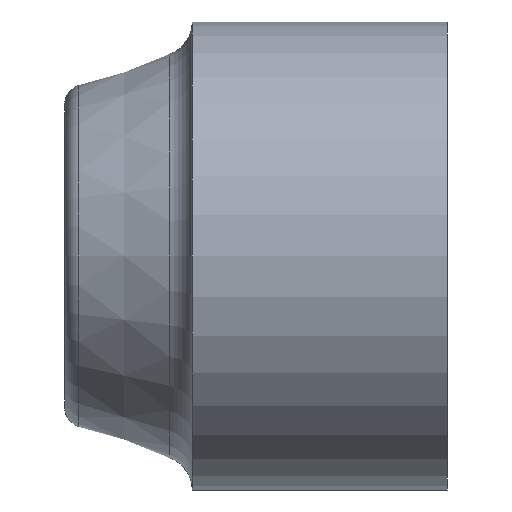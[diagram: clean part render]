
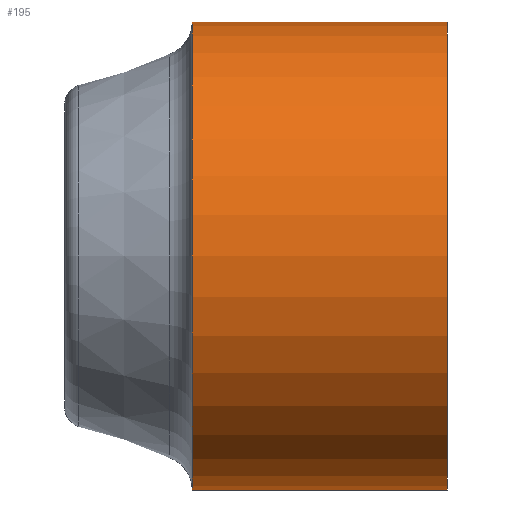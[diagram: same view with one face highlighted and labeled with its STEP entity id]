
A CAD part, front view. The second image highlights one B-rep face of the part: STEP entity #195.
In plain terms, the highlighted cylindrical face has radius 5.5 mm (diameter 11 mm), a full revolution.
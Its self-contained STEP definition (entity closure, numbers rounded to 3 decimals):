
#16=CYLINDRICAL_SURFACE('',#246,5.5);
#21=LINE('',#407,#25);
#25=VECTOR('',#319,5.5);
#39=FACE_OUTER_BOUND('',#49,.T.);
#49=EDGE_LOOP('',(#175,#176,#177,#178,#179,#180,#181));
#72=CIRCLE('',#243,5.5);
#73=CIRCLE('',#244,5.5);
#74=CIRCLE('',#245,5.5);
#75=CIRCLE('',#247,5.5);
#76=CIRCLE('',#248,5.5);
#94=VERTEX_POINT('',#395);
#95=VERTEX_POINT('',#397);
#96=VERTEX_POINT('',#399);
#97=VERTEX_POINT('',#403);
#98=VERTEX_POINT('',#404);
#122=EDGE_CURVE('',#95,#94,#72,.T.);
#123=EDGE_CURVE('',#96,#95,#73,.T.);
#124=EDGE_CURVE('',#94,#96,#74,.T.);
#125=EDGE_CURVE('',#97,#98,#75,.T.);
#126=EDGE_CURVE('',#98,#97,#76,.T.);
#127=EDGE_CURVE('',#98,#96,#21,.T.);
#175=ORIENTED_EDGE('',*,*,#125,.F.);
#176=ORIENTED_EDGE('',*,*,#126,.F.);
#177=ORIENTED_EDGE('',*,*,#127,.T.);
#178=ORIENTED_EDGE('',*,*,#123,.T.);
#179=ORIENTED_EDGE('',*,*,#122,.T.);
#180=ORIENTED_EDGE('',*,*,#124,.T.);
#181=ORIENTED_EDGE('',*,*,#127,.F.);
#195=ADVANCED_FACE('',(#39),#16,.T.);
#243=AXIS2_PLACEMENT_3D('',#398,#307,#308);
#244=AXIS2_PLACEMENT_3D('',#400,#309,#310);
#245=AXIS2_PLACEMENT_3D('',#401,#311,#312);
#246=AXIS2_PLACEMENT_3D('',#402,#313,#314);
#247=AXIS2_PLACEMENT_3D('',#405,#315,#316);
#248=AXIS2_PLACEMENT_3D('',#406,#317,#318);
#307=DIRECTION('center_axis',(1.,0.,0.));
#308=DIRECTION('ref_axis',(0.,0.,-1.));
#309=DIRECTION('center_axis',(1.,0.,0.));
#310=DIRECTION('ref_axis',(0.,0.,-1.));
#311=DIRECTION('center_axis',(1.,0.,0.));
#312=DIRECTION('ref_axis',(0.,0.,-1.));
#313=DIRECTION('center_axis',(1.,0.,0.));
#314=DIRECTION('ref_axis',(0.,1.,0.));
#315=DIRECTION('center_axis',(1.,0.,0.));
#316=DIRECTION('ref_axis',(0.,0.,-1.));
#317=DIRECTION('center_axis',(1.,0.,0.));
#318=DIRECTION('ref_axis',(0.,0.,-1.));
#319=DIRECTION('',(-1.,0.,0.));
#395=CARTESIAN_POINT('',(-6.,0.,5.5));
#397=CARTESIAN_POINT('',(-6.,5.5,0.));
#398=CARTESIAN_POINT('Origin',(-6.,0.,0.));
#399=CARTESIAN_POINT('',(-6.,-5.5,0.));
#400=CARTESIAN_POINT('Origin',(-6.,0.,0.));
#401=CARTESIAN_POINT('Origin',(-6.,0.,0.));
#402=CARTESIAN_POINT('Origin',(-3.,0.,0.));
#403=CARTESIAN_POINT('',(0.,5.5,0.));
#404=CARTESIAN_POINT('',(0.,-5.5,0.));
#405=CARTESIAN_POINT('Origin',(0.,0.,0.));
#406=CARTESIAN_POINT('Origin',(0.,0.,0.));
#407=CARTESIAN_POINT('',(-3.,-5.5,0.));
